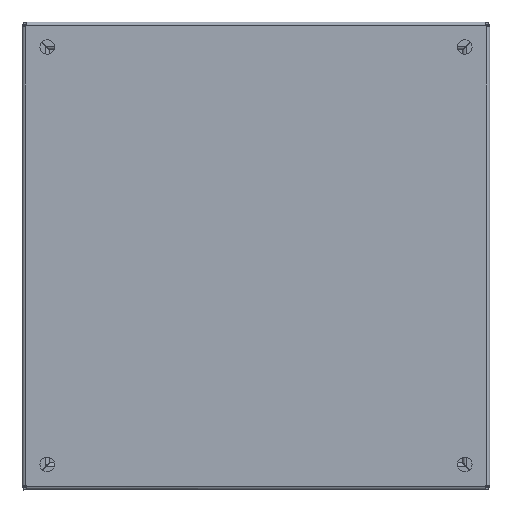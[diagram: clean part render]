
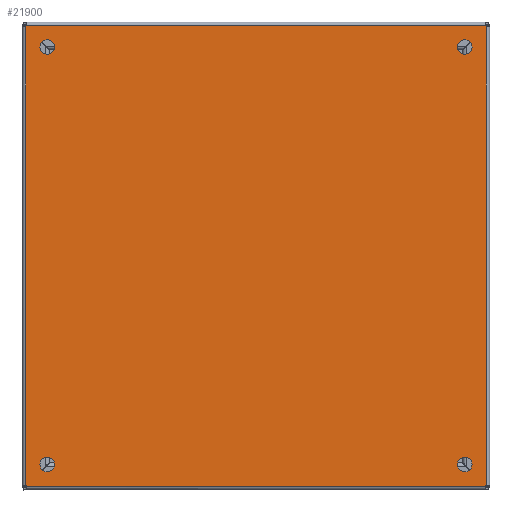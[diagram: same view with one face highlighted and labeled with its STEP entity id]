
A CAD part, top view. The second image highlights one B-rep face of the part: STEP entity #21900.
In plain terms, the highlighted face is planar.
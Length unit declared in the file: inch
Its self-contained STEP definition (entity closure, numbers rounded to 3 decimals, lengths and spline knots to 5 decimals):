
#17011=CARTESIAN_POINT('',(0.53125,0.75,0.0));
#17012=VERTEX_POINT('',#17011);
#17013=CARTESIAN_POINT('',(0.75,0.75,0.0));
#17014=DIRECTION('',(0.0,0.0,1.0));
#17015=DIRECTION('',(1.0,0.0,0.0));
#17016=AXIS2_PLACEMENT_3D('',#17013,#17014,#17015);
#17017=CIRCLE('',#17016,0.21875);
#17018=EDGE_CURVE('',#17012,#17012,#17017,.T.);
#17039=CARTESIAN_POINT('',(13.03125,0.75,0.0));
#17040=VERTEX_POINT('',#17039);
#17041=CARTESIAN_POINT('',(13.25,0.75,0.0));
#17042=DIRECTION('',(0.0,0.0,1.0));
#17043=DIRECTION('',(1.0,0.0,0.0));
#17044=AXIS2_PLACEMENT_3D('',#17041,#17042,#17043);
#17045=CIRCLE('',#17044,0.21875);
#17046=EDGE_CURVE('',#17040,#17040,#17045,.T.);
#17067=CARTESIAN_POINT('',(0.53125,13.25,0.0));
#17068=VERTEX_POINT('',#17067);
#17069=CARTESIAN_POINT('',(0.75,13.25,0.0));
#17070=DIRECTION('',(0.0,0.0,1.0));
#17071=DIRECTION('',(1.0,0.0,0.0));
#17072=AXIS2_PLACEMENT_3D('',#17069,#17070,#17071);
#17073=CIRCLE('',#17072,0.21875);
#17074=EDGE_CURVE('',#17068,#17068,#17073,.T.);
#17095=CARTESIAN_POINT('',(13.03125,13.25,0.0));
#17096=VERTEX_POINT('',#17095);
#17097=CARTESIAN_POINT('',(13.25,13.25,0.0));
#17098=DIRECTION('',(0.0,0.0,1.0));
#17099=DIRECTION('',(1.0,0.0,0.0));
#17100=AXIS2_PLACEMENT_3D('',#17097,#17098,#17099);
#17101=CIRCLE('',#17100,0.21875);
#17102=EDGE_CURVE('',#17096,#17096,#17101,.T.);
#20678=CARTESIAN_POINT('',(13.89475,13.88277,0.0));
#20679=VERTEX_POINT('',#20678);
#20776=CARTESIAN_POINT('',(13.89475,0.11723,0.0));
#20777=VERTEX_POINT('',#20776);
#20820=CARTESIAN_POINT('',(13.89475,13.88277,0.0));
#20821=DIRECTION('',(0.0,-1.0,0.0));
#20822=VECTOR('',#20821,13.76553);
#20823=LINE('',#20820,#20822);
#20824=EDGE_CURVE('',#20679,#20777,#20823,.T.);
#20995=CARTESIAN_POINT('',(0.11723,13.89475,0.));
#20996=VERTEX_POINT('',#20995);
#21093=CARTESIAN_POINT('',(13.88277,13.89475,0.0));
#21094=VERTEX_POINT('',#21093);
#21137=CARTESIAN_POINT('',(0.11723,13.89475,0.0));
#21138=DIRECTION('',(1.0,0.0,0.0));
#21139=VECTOR('',#21138,13.76553);
#21140=LINE('',#21137,#21139);
#21141=EDGE_CURVE('',#20996,#21094,#21140,.T.);
#21308=CARTESIAN_POINT('',(0.10525,0.11723,0.0));
#21309=VERTEX_POINT('',#21308);
#21406=CARTESIAN_POINT('',(0.10525,13.88277,0.0));
#21407=VERTEX_POINT('',#21406);
#21450=CARTESIAN_POINT('',(0.10525,0.11723,0.0));
#21451=DIRECTION('',(0.0,1.0,0.0));
#21452=VECTOR('',#21451,13.76553);
#21453=LINE('',#21450,#21452);
#21454=EDGE_CURVE('',#21309,#21407,#21453,.T.);
#21621=CARTESIAN_POINT('',(13.88277,0.10525,0.0));
#21622=VERTEX_POINT('',#21621);
#21677=CARTESIAN_POINT('',(0.11723,0.10525,0.0));
#21678=VERTEX_POINT('',#21677);
#21692=CARTESIAN_POINT('',(13.88277,0.10525,0.0));
#21693=DIRECTION('',(-1.0,0.0,0.0));
#21694=VECTOR('',#21693,13.76553);
#21695=LINE('',#21692,#21694);
#21696=EDGE_CURVE('',#21622,#21678,#21695,.T.);
#21787=CARTESIAN_POINT('',(0.06211,0.06211,0.0));
#21788=DIRECTION('',(0.0,0.0,1.0));
#21789=DIRECTION('',(1.0,0.0,0.0));
#21790=AXIS2_PLACEMENT_3D('',#21787,#21788,#21789);
#21791=CIRCLE('',#21790,0.07);
#21792=EDGE_CURVE('',#21678,#21309,#21791,.T.);
#21849=CARTESIAN_POINT('',(13.93789,0.06211,0.0));
#21850=DIRECTION('',(0.0,0.0,1.0));
#21851=DIRECTION('',(1.0,0.0,0.0));
#21852=AXIS2_PLACEMENT_3D('',#21849,#21850,#21851);
#21853=CIRCLE('',#21852,0.07);
#21854=EDGE_CURVE('',#20777,#21622,#21853,.T.);
#21861=CARTESIAN_POINT('',(7.,7.,0.0));
#21862=DIRECTION('',(0.0,0.0,1.0));
#21863=DIRECTION('',(1.0,0.0,0.0));
#21864=AXIS2_PLACEMENT_3D('',#21861,#21862,#21863);
#21865=PLANE('',#21864);
#21866=ORIENTED_EDGE('',*,*,#21696,.T.);
#21867=ORIENTED_EDGE('',*,*,#21792,.T.);
#21868=ORIENTED_EDGE('',*,*,#21454,.T.);
#21869=CARTESIAN_POINT('',(0.06211,13.93789,0.0));
#21870=DIRECTION('',(0.0,0.0,1.0));
#21871=DIRECTION('',(1.0,0.0,0.0));
#21872=AXIS2_PLACEMENT_3D('',#21869,#21870,#21871);
#21873=CIRCLE('',#21872,0.07);
#21874=EDGE_CURVE('',#21407,#20996,#21873,.T.);
#21875=ORIENTED_EDGE('',*,*,#21874,.T.);
#21876=ORIENTED_EDGE('',*,*,#21141,.T.);
#21877=CARTESIAN_POINT('',(13.93789,13.93789,0.0));
#21878=DIRECTION('',(0.0,0.0,1.0));
#21879=DIRECTION('',(1.0,0.0,0.0));
#21880=AXIS2_PLACEMENT_3D('',#21877,#21878,#21879);
#21881=CIRCLE('',#21880,0.07);
#21882=EDGE_CURVE('',#21094,#20679,#21881,.T.);
#21883=ORIENTED_EDGE('',*,*,#21882,.T.);
#21884=ORIENTED_EDGE('',*,*,#20824,.T.);
#21885=ORIENTED_EDGE('',*,*,#21854,.T.);
#21886=EDGE_LOOP('',(#21866,#21867,#21868,#21875,#21876,#21883,#21884,#21885));
#21887=FACE_OUTER_BOUND('',#21886,.T.);
#21888=ORIENTED_EDGE('',*,*,#17018,.T.);
#21889=EDGE_LOOP('',(#21888));
#21890=FACE_BOUND('',#21889,.T.);
#21891=ORIENTED_EDGE('',*,*,#17046,.T.);
#21892=EDGE_LOOP('',(#21891));
#21893=FACE_BOUND('',#21892,.T.);
#21894=ORIENTED_EDGE('',*,*,#17074,.T.);
#21895=EDGE_LOOP('',(#21894));
#21896=FACE_BOUND('',#21895,.T.);
#21897=ORIENTED_EDGE('',*,*,#17102,.T.);
#21898=EDGE_LOOP('',(#21897));
#21899=FACE_BOUND('',#21898,.T.);
#21900=ADVANCED_FACE('',(#21887,#21890,#21893,#21896,#21899),#21865,.F.);
